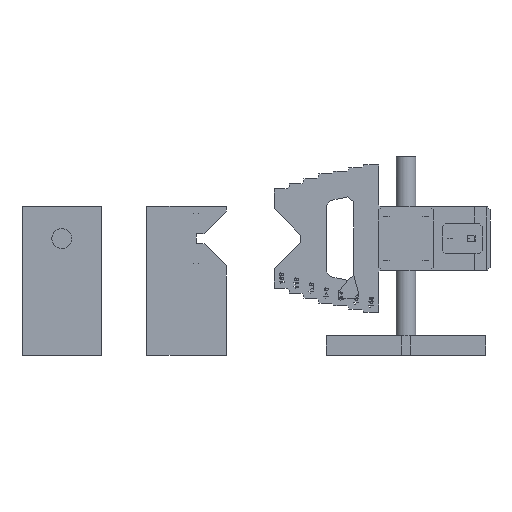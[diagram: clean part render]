
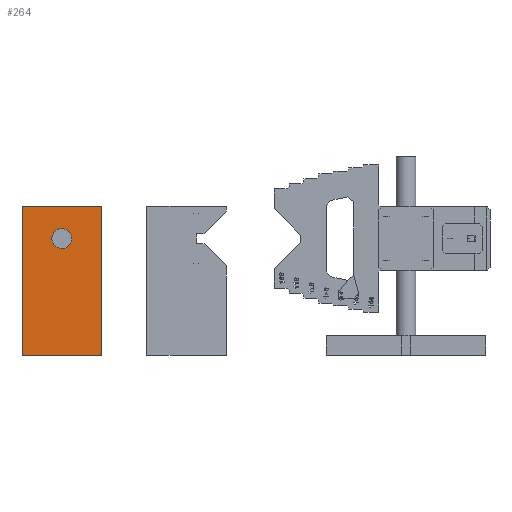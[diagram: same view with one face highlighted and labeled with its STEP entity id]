
A CAD part, front view. The second image highlights one B-rep face of the part: STEP entity #264.
In plain terms, the highlighted planar face has unit normal (0, -1, 0).
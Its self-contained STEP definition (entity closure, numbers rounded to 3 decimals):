
#135=FACE_BOUND('',#1171,.T.);
#264=ADVANCED_FACE('',(#712,#135),#6194,.T.);
#712=FACE_OUTER_BOUND('',#1170,.T.);
#1170=EDGE_LOOP('',(#1819,#1820,#1821,#1822));
#1171=EDGE_LOOP('',(#1823,#1824));
#1819=ORIENTED_EDGE('',*,*,#4127,.F.);
#1820=ORIENTED_EDGE('',*,*,#4131,.F.);
#1821=ORIENTED_EDGE('',*,*,#4134,.F.);
#1822=ORIENTED_EDGE('',*,*,#4136,.F.);
#1823=ORIENTED_EDGE('',*,*,#4146,.T.);
#1824=ORIENTED_EDGE('',*,*,#4138,.T.);
#4127=EDGE_CURVE('',#5302,#5303,#6508,.T.);
#4131=EDGE_CURVE('',#5305,#5302,#6512,.T.);
#4134=EDGE_CURVE('',#5307,#5305,#6515,.T.);
#4136=EDGE_CURVE('',#5303,#5307,#6517,.T.);
#4138=EDGE_CURVE('',#5312,#5310,#7053,.T.);
#4146=EDGE_CURVE('',#5310,#5312,#7060,.T.);
#5302=VERTEX_POINT('',#10363);
#5303=VERTEX_POINT('',#10364);
#5305=VERTEX_POINT('',#10366);
#5307=VERTEX_POINT('',#10368);
#5310=VERTEX_POINT('',#10371);
#5312=VERTEX_POINT('',#10373);
#6194=PLANE('',#7822);
#6508=B_SPLINE_CURVE_WITH_KNOTS('',1,(#10381,#10382),.UNSPECIFIED.,.F.,
 .F.,(2,2),(0.,80.),.UNSPECIFIED.);
#6512=B_SPLINE_CURVE_WITH_KNOTS('',1,(#10389,#10390),.UNSPECIFIED.,.F.,
 .F.,(2,2),(0.,150.),.UNSPECIFIED.);
#6515=B_SPLINE_CURVE_WITH_KNOTS('',1,(#10395,#10396),.UNSPECIFIED.,.F.,
 .F.,(2,2),(0.,80.),.UNSPECIFIED.);
#6517=B_SPLINE_CURVE_WITH_KNOTS('',1,(#10399,#10400),.UNSPECIFIED.,.F.,
 .F.,(2,2),(0.,150.),.UNSPECIFIED.);
#7053=(
BOUNDED_CURVE()
B_SPLINE_CURVE(2,(#10403,#10404,#10405,#10406,#10407),.UNSPECIFIED.,.F.,
 .F.)
B_SPLINE_CURVE_WITH_KNOTS((3,2,3),(-40.,-20.,0.),.UNSPECIFIED.)
CURVE()
GEOMETRIC_REPRESENTATION_ITEM()
RATIONAL_B_SPLINE_CURVE((1.,0.707,1.,0.707,1.))
REPRESENTATION_ITEM('')
);
#7060=(
BOUNDED_CURVE()
B_SPLINE_CURVE(2,(#10448,#10449,#10450,#10451,#10452),.UNSPECIFIED.,.F.,
 .F.)
B_SPLINE_CURVE_WITH_KNOTS((3,2,3),(-40.,-20.,0.),.UNSPECIFIED.)
CURVE()
GEOMETRIC_REPRESENTATION_ITEM()
RATIONAL_B_SPLINE_CURVE((1.,0.707,1.,0.707,1.))
REPRESENTATION_ITEM('')
);
#7822=AXIS2_PLACEMENT_3D('',#10357,#8214,$);
#8214=DIRECTION('',(0.,-1.,0.));
#10357=CARTESIAN_POINT('',(-144.012,-47.,165.012));
#10363=CARTESIAN_POINT('',(-56.,-47.,0.));
#10364=CARTESIAN_POINT('',(-136.,-47.,0.));
#10366=CARTESIAN_POINT('',(-56.,-47.,150.));
#10368=CARTESIAN_POINT('',(-136.,-47.,150.));
#10371=CARTESIAN_POINT('',(-106.,-47.,117.5));
#10373=CARTESIAN_POINT('',(-86.,-47.,117.5));
#10381=CARTESIAN_POINT('',(-56.,-47.,0.));
#10382=CARTESIAN_POINT('',(-136.,-47.,0.));
#10389=CARTESIAN_POINT('',(-56.,-47.,150.));
#10390=CARTESIAN_POINT('',(-56.,-47.,0.));
#10395=CARTESIAN_POINT('',(-136.,-47.,150.));
#10396=CARTESIAN_POINT('',(-56.,-47.,150.));
#10399=CARTESIAN_POINT('',(-136.,-47.,0.));
#10400=CARTESIAN_POINT('',(-136.,-47.,150.));
#10403=CARTESIAN_POINT('',(-86.,-47.,117.5));
#10404=CARTESIAN_POINT('',(-86.,-47.,107.5));
#10405=CARTESIAN_POINT('',(-96.,-47.,107.5));
#10406=CARTESIAN_POINT('',(-106.,-47.,107.5));
#10407=CARTESIAN_POINT('',(-106.,-47.,117.5));
#10448=CARTESIAN_POINT('',(-106.,-47.,117.5));
#10449=CARTESIAN_POINT('',(-106.,-47.,127.5));
#10450=CARTESIAN_POINT('',(-96.,-47.,127.5));
#10451=CARTESIAN_POINT('',(-86.,-47.,127.5));
#10452=CARTESIAN_POINT('',(-86.,-47.,117.5));
